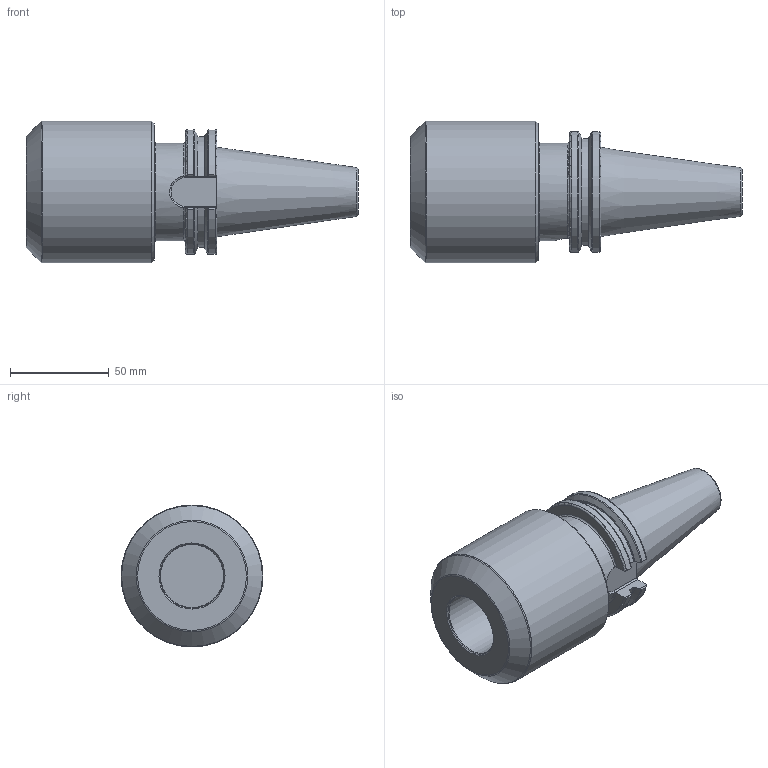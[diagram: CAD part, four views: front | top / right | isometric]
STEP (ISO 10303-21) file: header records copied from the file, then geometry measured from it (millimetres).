
FILE_DESCRIPTION(/* description */ (''),/* implementation_level */ '2;1');
FILE_NAME(/* name */ 'ASK40-EM-32-100.stp',/* time_stamp */ '2024-12-25T13:13:51+03:00',/* author */ (''),/* organization */ (''),/* preprocessor_version */ 'ST-DEVELOPER v19.4',/* originating_system */ 'SIEMENS PLM Software NX2306.3001',/* authorisation */ '');
FILE_SCHEMA (('AUTOMOTIVE_DESIGN { 1 0 10303 214 3 1 1 1 }'));
Length unit declared in the file: millimetre
Products named in the file (1): ASK40-EM-32-100-LIGHT_objects
Bounding box: 168.4 x 72 x 72 mm (x, y, z)
Volume: 349651.8 mm3; surface area: 43189.3 mm2
Topology: 1 solids, 1 shells, 98 faces, 264 edges, 171 vertices
Faces by surface type: plane 31, torus 26, cone 21, cylinder 20
Full cylindrical faces by diameter (mm): 4 x1, 10 x1, 32 x1, 49.7 x1, 72 x1
Entity records: 3499 total; most frequent: CARTESIAN_POINT 1199, ORIENTED_EDGE 476, DIRECTION 444, EDGE_CURVE 238, AXIS2_PLACEMENT_3D 188, VERTEX_POINT 166, EDGE_LOOP 121, ADVANCED_FACE 98
